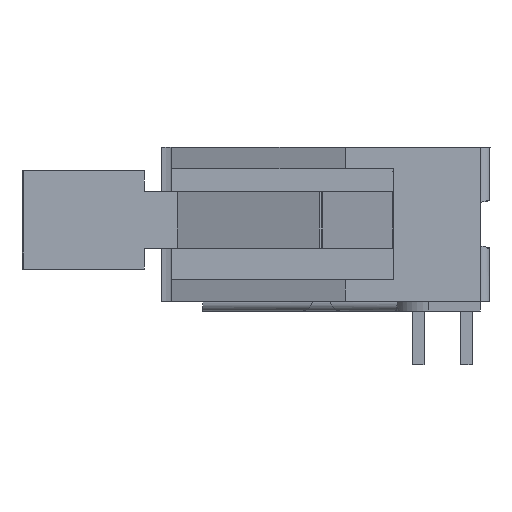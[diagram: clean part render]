
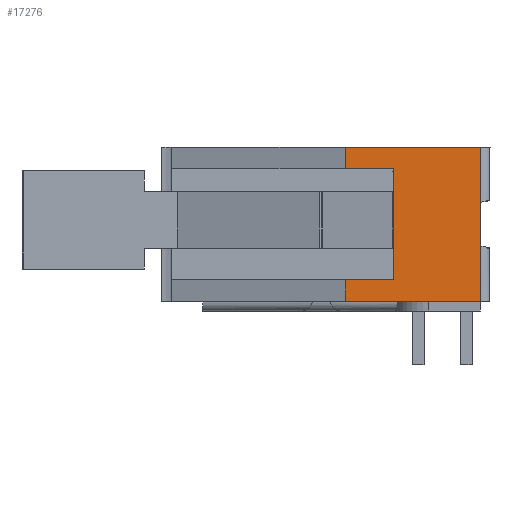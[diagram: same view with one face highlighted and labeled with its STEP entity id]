
A CAD part, left-side view. The second image highlights one B-rep face of the part: STEP entity #17276.
In plain terms, the highlighted planar face has unit normal (-1, 0, 0).
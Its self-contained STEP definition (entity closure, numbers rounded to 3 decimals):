
#1260=FACE_OUTER_BOUND($,#2303,.T.);
#2303=EDGE_LOOP($,(#14831,#14832,#14833,#14834,#14835,#14836,#14837,#14838));
#4332=LINE($,#27393,#6537);
#4368=LINE($,#27486,#6573);
#4448=LINE($,#27788,#6653);
#4449=LINE($,#27791,#6654);
#4450=LINE($,#27793,#6655);
#4451=LINE($,#27795,#6656);
#4452=LINE($,#27797,#6657);
#4453=LINE($,#27798,#6658);
#6537=VECTOR($,#22519,7.112);
#6573=VECTOR($,#22581,7.112);
#6653=VECTOR($,#22755,8.128);
#6654=VECTOR($,#22758,1.143);
#6655=VECTOR($,#22759,2.54);
#6656=VECTOR($,#22760,5.842);
#6657=VECTOR($,#22761,2.54);
#6658=VECTOR($,#22762,1.143);
#8152=VERTEX_POINT($,#27390);
#8153=VERTEX_POINT($,#27392);
#8196=VERTEX_POINT($,#27483);
#8197=VERTEX_POINT($,#27485);
#8275=VERTEX_POINT($,#27790);
#8276=VERTEX_POINT($,#27792);
#8277=VERTEX_POINT($,#27794);
#8278=VERTEX_POINT($,#27796);
#10351=EDGE_CURVE($,#8152,#8153,#4332,.T.);
#10398=EDGE_CURVE($,#8197,#8196,#4368,.T.);
#10505=EDGE_CURVE($,#8152,#8197,#4448,.T.);
#10506=EDGE_CURVE($,#8196,#8275,#4449,.T.);
#10507=EDGE_CURVE($,#8275,#8276,#4450,.T.);
#10508=EDGE_CURVE($,#8276,#8277,#4451,.T.);
#10509=EDGE_CURVE($,#8277,#8278,#4452,.T.);
#10510=EDGE_CURVE($,#8153,#8278,#4453,.T.);
#14831=ORIENTED_EDGE($,*,*,#10506,.T.);
#14832=ORIENTED_EDGE($,*,*,#10507,.T.);
#14833=ORIENTED_EDGE($,*,*,#10508,.T.);
#14834=ORIENTED_EDGE($,*,*,#10509,.T.);
#14835=ORIENTED_EDGE($,*,*,#10510,.F.);
#14836=ORIENTED_EDGE($,*,*,#10351,.F.);
#14837=ORIENTED_EDGE($,*,*,#10505,.T.);
#14838=ORIENTED_EDGE($,*,*,#10398,.T.);
#16266=PLANE($,#18622);
#17276=ADVANCED_FACE($,(#1260),#16266,.T.);
#18622=AXIS2_PLACEMENT_3D($,#27789,#22756,#22757);
#22519=DIRECTION($,(0.,1.,0.));
#22581=DIRECTION($,(0.,1.,0.));
#22755=DIRECTION($,(0.,0.,1.));
#22756=DIRECTION('center_axis',(-1.,0.,0.));
#22757=DIRECTION('ref_axis',(0.,1.,0.));
#22758=DIRECTION($,(0.,0.,-1.));
#22759=DIRECTION($,(0.,-1.,0.));
#22760=DIRECTION($,(0.,0.,-1.));
#22761=DIRECTION($,(0.,1.,0.));
#22762=DIRECTION($,(0.,0.,1.));
#27390=CARTESIAN_POINT('',(-47.752,-2.007,0.508));
#27392=CARTESIAN_POINT('',(-47.752,5.105,0.508));
#27393=CARTESIAN_POINT($,(-47.752,-2.007,0.508));
#27483=CARTESIAN_POINT('',(-47.752,5.105,8.636));
#27485=CARTESIAN_POINT('',(-47.752,-2.007,8.636));
#27486=CARTESIAN_POINT($,(-47.752,-2.007,8.636));
#27788=CARTESIAN_POINT($,(-47.752,-2.007,0.508));
#27789=CARTESIAN_POINT('Origin',(-47.752,-2.149,8.799));
#27790=CARTESIAN_POINT('',(-47.752,5.105,7.493));
#27791=CARTESIAN_POINT($,(-47.752,5.105,8.636));
#27792=CARTESIAN_POINT('',(-47.752,2.565,7.493));
#27793=CARTESIAN_POINT($,(-47.752,5.105,7.493));
#27794=CARTESIAN_POINT('',(-47.752,2.565,1.651));
#27795=CARTESIAN_POINT($,(-47.752,2.565,7.493));
#27796=CARTESIAN_POINT('',(-47.752,5.105,1.651));
#27797=CARTESIAN_POINT($,(-47.752,2.565,1.651));
#27798=CARTESIAN_POINT($,(-47.752,5.105,0.508));
